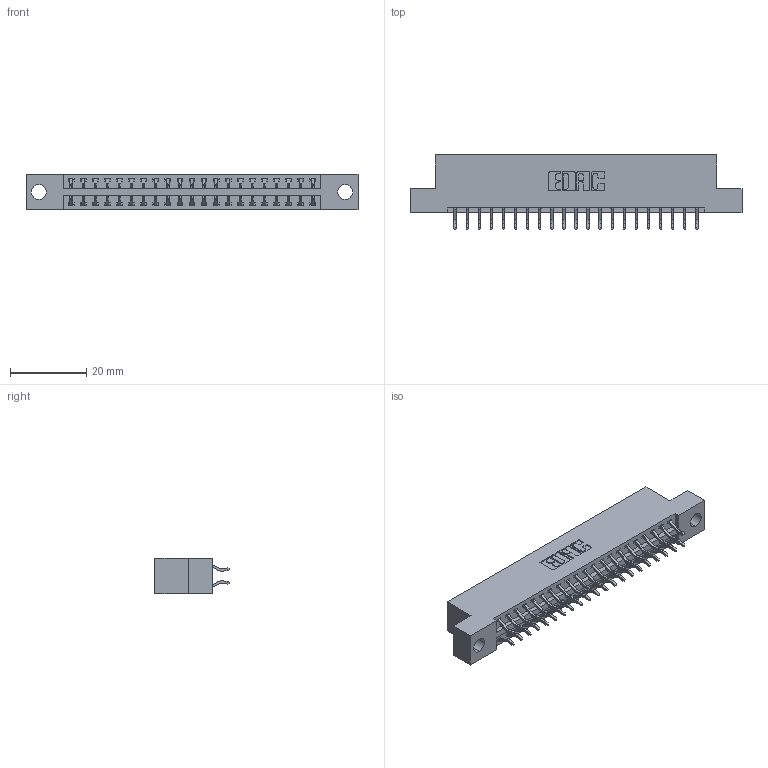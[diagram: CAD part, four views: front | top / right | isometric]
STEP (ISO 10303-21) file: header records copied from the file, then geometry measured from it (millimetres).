
FILE_DESCRIPTION (( 'STEP AP203' ), '1' );
FILE_NAME ('346-042-556-204.STEP', '2022-05-20T05:06:54', ( '' ), ( '' ), 'SwSTEP 2.0', 'SolidWorks 2020', '' );
FILE_SCHEMA (( 'CONFIG_CONTROL_DESIGN' ));
Length unit declared in the file: inch
Products named in the file (3): 346-042-556-204; 346 Part_Flush Mounting Lugs - 0.156 Dia-TH; 345-292-001_556 Tail
Assembly tree (43 placements, depth 2):
  346-042-556-204
    346 Part_Flush Mounting Lugs - 0.156 Dia-TH
    345-292-001_556 Tail  x42
Bounding box: 87.25 x 19.57 x 9.4 mm (x, y, z)
Volume: 8237.1 mm3; surface area: 10801.3 mm2
Topology: 43 solids, 43 shells, 2572 faces, 7631 edges, 5030 vertices
Faces by surface type: plane 1728, cylinder 844
Entity records: 17171 total; most frequent: CARTESIAN_POINT 2878, ORIENTED_EDGE 2798, DIRECTION 2575, EDGE_CURVE 1399, VECTOR 1175, LINE 1175, VERTEX_POINT 930, AXIS2_PLACEMENT_3D 700
